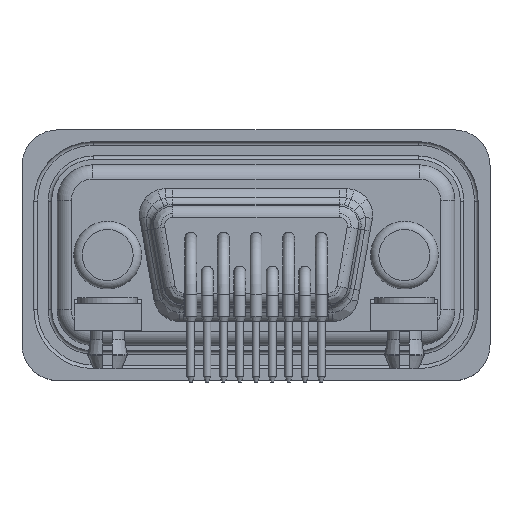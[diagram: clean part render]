
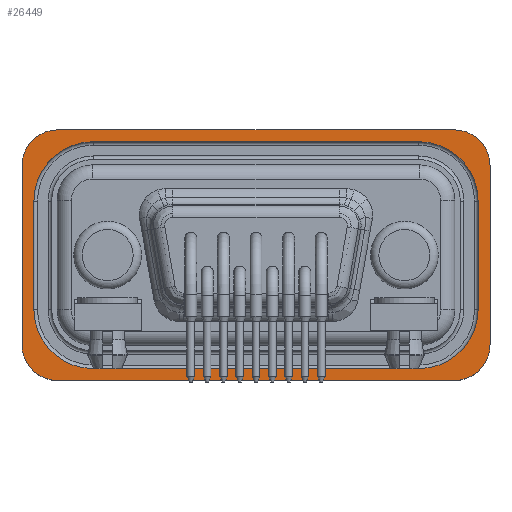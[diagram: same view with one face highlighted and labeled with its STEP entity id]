
A CAD part, top view. The second image highlights one B-rep face of the part: STEP entity #26449.
In plain terms, the highlighted planar face has unit normal (0, 0, 1).
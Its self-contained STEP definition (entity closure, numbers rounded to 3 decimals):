
#2018=FACE_BOUND('',#5025,.T.);
#2319=CIRCLE('',#28159,3.);
#2320=CIRCLE('',#28162,3.);
#2325=CIRCLE('',#28169,3.);
#2326=CIRCLE('',#28172,3.);
#2327=CIRCLE('',#28174,5.);
#2328=CIRCLE('',#28175,5.);
#2329=CIRCLE('',#28176,5.);
#2330=CIRCLE('',#28177,5.);
#3488=FACE_OUTER_BOUND('',#5024,.T.);
#5024=EDGE_LOOP('',(#18809,#18810,#18811,#18812,#18813,#18814,#18815,#18816));
#5025=EDGE_LOOP('',(#18817,#18818,#18819,#18820,#18821,#18822,#18823,#18824));
#6845=LINE('',#39013,#9129);
#6852=LINE('',#39037,#9136);
#6855=LINE('',#39045,#9139);
#6862=LINE('',#39069,#9146);
#6864=LINE('',#39076,#9148);
#6865=LINE('',#39080,#9149);
#6866=LINE('',#39084,#9150);
#6867=LINE('',#39088,#9151);
#9129=VECTOR('',#31286,33.4);
#9136=VECTOR('',#31307,15.1);
#9139=VECTOR('',#31316,33.4);
#9146=VECTOR('',#31337,15.1);
#9148=VECTOR('',#31345,9.1);
#9149=VECTOR('',#31348,27.4);
#9150=VECTOR('',#31351,9.1);
#9151=VECTOR('',#31354,27.4);
#11601=VERTEX_POINT('',#39010);
#11602=VERTEX_POINT('',#39012);
#11611=VERTEX_POINT('',#39032);
#11612=VERTEX_POINT('',#39036);
#11613=VERTEX_POINT('',#39040);
#11614=VERTEX_POINT('',#39044);
#11623=VERTEX_POINT('',#39064);
#11624=VERTEX_POINT('',#39068);
#11625=VERTEX_POINT('',#39074);
#11626=VERTEX_POINT('',#39075);
#11627=VERTEX_POINT('',#39077);
#11628=VERTEX_POINT('',#39079);
#11629=VERTEX_POINT('',#39081);
#11630=VERTEX_POINT('',#39083);
#11631=VERTEX_POINT('',#39085);
#11632=VERTEX_POINT('',#39087);
#14318=EDGE_CURVE('',#11602,#11601,#6845,.T.);
#14328=EDGE_CURVE('',#11611,#11602,#2319,.T.);
#14330=EDGE_CURVE('',#11612,#11611,#6852,.T.);
#14332=EDGE_CURVE('',#11613,#11612,#2320,.T.);
#14334=EDGE_CURVE('',#11614,#11613,#6855,.T.);
#14344=EDGE_CURVE('',#11623,#11614,#2325,.T.);
#14346=EDGE_CURVE('',#11624,#11623,#6862,.T.);
#14348=EDGE_CURVE('',#11601,#11624,#2326,.T.);
#14349=EDGE_CURVE('',#11625,#11626,#6864,.T.);
#14350=EDGE_CURVE('',#11625,#11627,#2327,.T.);
#14351=EDGE_CURVE('',#11628,#11627,#6865,.T.);
#14352=EDGE_CURVE('',#11628,#11629,#2328,.T.);
#14353=EDGE_CURVE('',#11630,#11629,#6866,.T.);
#14354=EDGE_CURVE('',#11630,#11631,#2329,.T.);
#14355=EDGE_CURVE('',#11632,#11631,#6867,.T.);
#14356=EDGE_CURVE('',#11632,#11626,#2330,.T.);
#18809=ORIENTED_EDGE('',*,*,#14328,.T.);
#18810=ORIENTED_EDGE('',*,*,#14318,.T.);
#18811=ORIENTED_EDGE('',*,*,#14348,.T.);
#18812=ORIENTED_EDGE('',*,*,#14346,.T.);
#18813=ORIENTED_EDGE('',*,*,#14344,.T.);
#18814=ORIENTED_EDGE('',*,*,#14334,.T.);
#18815=ORIENTED_EDGE('',*,*,#14332,.T.);
#18816=ORIENTED_EDGE('',*,*,#14330,.T.);
#18817=ORIENTED_EDGE('',*,*,#14349,.F.);
#18818=ORIENTED_EDGE('',*,*,#14350,.T.);
#18819=ORIENTED_EDGE('',*,*,#14351,.F.);
#18820=ORIENTED_EDGE('',*,*,#14352,.T.);
#18821=ORIENTED_EDGE('',*,*,#14353,.F.);
#18822=ORIENTED_EDGE('',*,*,#14354,.T.);
#18823=ORIENTED_EDGE('',*,*,#14355,.F.);
#18824=ORIENTED_EDGE('',*,*,#14356,.T.);
#25614=PLANE('',#28173);
#26449=ADVANCED_FACE('',(#3488,#2018),#25614,.F.);
#28159=AXIS2_PLACEMENT_3D('',#39033,#31302,#31303);
#28162=AXIS2_PLACEMENT_3D('',#39041,#31311,#31312);
#28169=AXIS2_PLACEMENT_3D('',#39065,#31332,#31333);
#28172=AXIS2_PLACEMENT_3D('',#39072,#31341,#31342);
#28173=AXIS2_PLACEMENT_3D('',#39073,#31343,#31344);
#28174=AXIS2_PLACEMENT_3D('',#39078,#31346,#31347);
#28175=AXIS2_PLACEMENT_3D('',#39082,#31349,#31350);
#28176=AXIS2_PLACEMENT_3D('',#39086,#31352,#31353);
#28177=AXIS2_PLACEMENT_3D('',#39089,#31355,#31356);
#31286=DIRECTION('',(-1.,0.,0.));
#31302=DIRECTION('center_axis',(0.,0.,1.));
#31303=DIRECTION('ref_axis',(1.,0.,0.));
#31307=DIRECTION('',(0.,1.,0.));
#31311=DIRECTION('center_axis',(0.,0.,1.));
#31312=DIRECTION('ref_axis',(0.,-1.,0.));
#31316=DIRECTION('',(1.,0.,0.));
#31332=DIRECTION('center_axis',(0.,0.,1.));
#31333=DIRECTION('ref_axis',(-1.,0.,0.));
#31337=DIRECTION('',(0.,-1.,0.));
#31341=DIRECTION('center_axis',(0.,0.,1.));
#31342=DIRECTION('ref_axis',(0.,1.,0.));
#31343=DIRECTION('center_axis',(0.,0.,-1.));
#31344=DIRECTION('ref_axis',(-1.,0.,0.));
#31345=DIRECTION('',(0.,-1.,0.));
#31346=DIRECTION('center_axis',(0.,0.,-1.));
#31347=DIRECTION('ref_axis',(-1.,0.,0.));
#31348=DIRECTION('',(-1.,0.,0.));
#31349=DIRECTION('center_axis',(0.,0.,-1.));
#31350=DIRECTION('ref_axis',(0.,1.,0.));
#31351=DIRECTION('',(0.,1.,0.));
#31352=DIRECTION('center_axis',(0.,0.,-1.));
#31353=DIRECTION('ref_axis',(1.,0.,0.));
#31354=DIRECTION('',(1.,0.,0.));
#31355=DIRECTION('center_axis',(0.,0.,-1.));
#31356=DIRECTION('ref_axis',(0.,-1.,0.));
#39010=CARTESIAN_POINT('',(-16.7,10.55,0.42));
#39012=CARTESIAN_POINT('',(16.7,10.55,0.42));
#39013=CARTESIAN_POINT('',(16.7,10.55,0.42));
#39032=CARTESIAN_POINT('',(19.7,7.55,0.42));
#39033=CARTESIAN_POINT('Origin',(16.7,7.55,0.42));
#39036=CARTESIAN_POINT('',(19.7,-7.55,0.42));
#39037=CARTESIAN_POINT('',(19.7,-7.55,0.42));
#39040=CARTESIAN_POINT('',(16.7,-10.55,0.42));
#39041=CARTESIAN_POINT('Origin',(16.7,-7.55,0.42));
#39044=CARTESIAN_POINT('',(-16.7,-10.55,0.42));
#39045=CARTESIAN_POINT('',(-16.7,-10.55,0.42));
#39064=CARTESIAN_POINT('',(-19.7,-7.55,0.42));
#39065=CARTESIAN_POINT('Origin',(-16.7,-7.55,0.42));
#39068=CARTESIAN_POINT('',(-19.7,7.55,0.42));
#39069=CARTESIAN_POINT('',(-19.7,7.55,0.42));
#39072=CARTESIAN_POINT('Origin',(-16.7,7.55,0.42));
#39073=CARTESIAN_POINT('Origin',(0.,0.,0.42));
#39074=CARTESIAN_POINT('',(-18.7,4.55,0.42));
#39075=CARTESIAN_POINT('',(-18.7,-4.55,0.42));
#39076=CARTESIAN_POINT('',(-18.7,4.55,0.42));
#39077=CARTESIAN_POINT('',(-13.7,9.55,0.42));
#39078=CARTESIAN_POINT('Origin',(-13.7,4.55,0.42));
#39079=CARTESIAN_POINT('',(13.7,9.55,0.42));
#39080=CARTESIAN_POINT('',(13.7,9.55,0.42));
#39081=CARTESIAN_POINT('',(18.7,4.55,0.42));
#39082=CARTESIAN_POINT('Origin',(13.7,4.55,0.42));
#39083=CARTESIAN_POINT('',(18.7,-4.55,0.42));
#39084=CARTESIAN_POINT('',(18.7,-4.55,0.42));
#39085=CARTESIAN_POINT('',(13.7,-9.55,0.42));
#39086=CARTESIAN_POINT('Origin',(13.7,-4.55,0.42));
#39087=CARTESIAN_POINT('',(-13.7,-9.55,0.42));
#39088=CARTESIAN_POINT('',(-13.7,-9.55,0.42));
#39089=CARTESIAN_POINT('Origin',(-13.7,-4.55,0.42));
